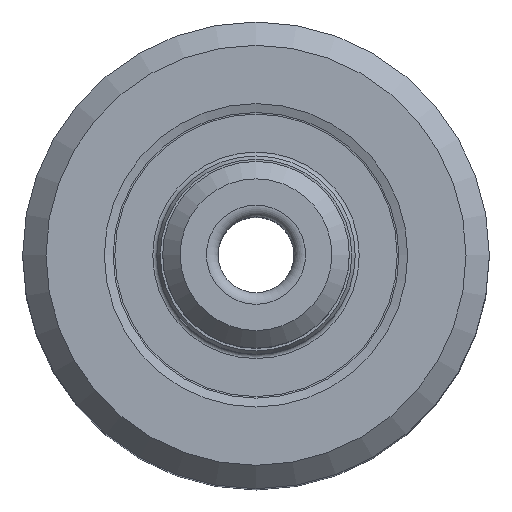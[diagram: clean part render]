
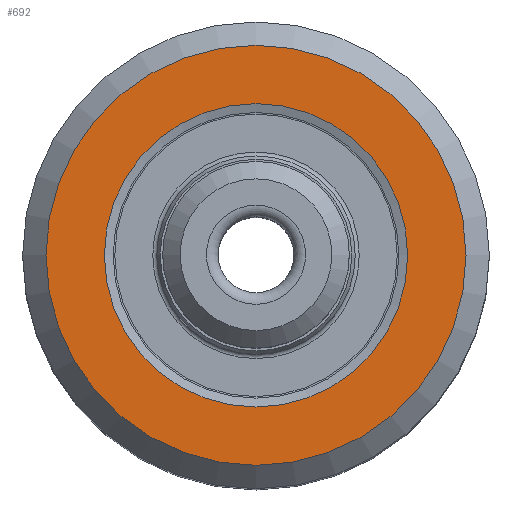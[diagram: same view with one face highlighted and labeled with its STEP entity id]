
A CAD part, top view. The second image highlights one B-rep face of the part: STEP entity #692.
In plain terms, the highlighted planar face has unit normal (0, 0, 1).
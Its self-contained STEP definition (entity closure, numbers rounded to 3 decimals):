
#33=PLANE('',#760);
#95=ORIENTED_EDGE('',*,*,#148,.T.);
#96=ORIENTED_EDGE('',*,*,#147,.F.);
#147=EDGE_CURVE('',#185,#185,#223,.T.);
#148=EDGE_CURVE('',#186,#186,#224,.F.);
#185=VERTEX_POINT('',#1015);
#186=VERTEX_POINT('',#1018);
#223=CIRCLE('',#759,13.);
#224=CIRCLE('',#761,18.);
#285=EDGE_LOOP('',(#95));
#286=EDGE_LOOP('',(#96));
#361=FACE_BOUND('',#285,.T.);
#362=FACE_BOUND('',#286,.T.);
#692=ADVANCED_FACE('',(#361,#362),#33,.F.);
#759=AXIS2_PLACEMENT_3D('',#1014,#885,#886);
#760=AXIS2_PLACEMENT_3D('',#1016,#887,#888);
#761=AXIS2_PLACEMENT_3D('',#1017,#889,#890);
#885=DIRECTION('',(0.,0.,1.));
#886=DIRECTION('',(1.,0.,0.));
#887=DIRECTION('',(0.,0.,-1.));
#888=DIRECTION('',(-1.,0.,0.));
#889=DIRECTION('',(0.,0.,-1.));
#890=DIRECTION('',(-1.,0.,0.));
#1014=CARTESIAN_POINT('',(0.,0.,0.));
#1015=CARTESIAN_POINT('',(13.,0.,0.));
#1016=CARTESIAN_POINT('',(18.7,0.,0.));
#1017=CARTESIAN_POINT('',(0.,0.,0.));
#1018=CARTESIAN_POINT('',(-18.,0.,0.));
